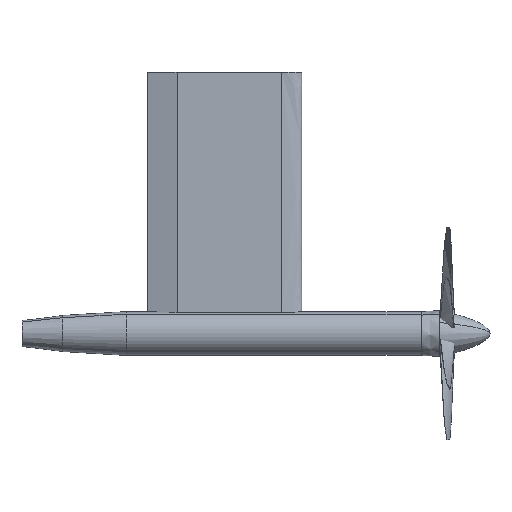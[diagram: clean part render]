
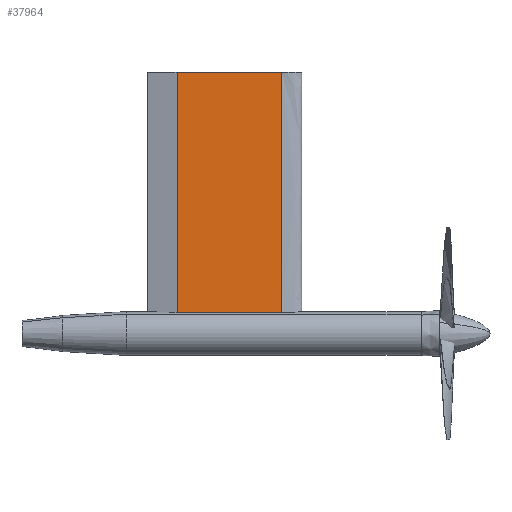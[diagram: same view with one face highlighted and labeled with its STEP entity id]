
A CAD part, front view. The second image highlights one B-rep face of the part: STEP entity #37964.
In plain terms, the highlighted planar face has unit normal (0, -1, 0).
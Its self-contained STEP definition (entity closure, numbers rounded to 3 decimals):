
#37857=CARTESIAN_POINT('Vertex',(-520.027,-14.,39.598)) ;
#37917=CARTESIAN_POINT('Vertex',(-320.178,-14.,39.598)) ;
#37920=CARTESIAN_POINT('Line Origine',(-423.239,-14.,39.598)) ;
#37934=CARTESIAN_POINT('Axis2P3D Location',(-320.178,-14.,640.)) ;
#37939=CARTESIAN_POINT('Line Origine',(-520.027,-14.,269.799)) ;
#37943=CARTESIAN_POINT('Vertex',(-520.027,-14.,500.)) ;
#37946=CARTESIAN_POINT('Line Origine',(-320.178,-14.,269.799)) ;
#37950=CARTESIAN_POINT('Vertex',(-320.178,-14.,500.)) ;
#37953=CARTESIAN_POINT('Line Origine',(-420.103,-14.,500.)) ;
#37921=DIRECTION('Vector Direction',(-1.,0.,0.)) ;
#37935=DIRECTION('Axis2P3D Direction',(0.,-1.,0.)) ;
#37936=DIRECTION('Axis2P3D XDirection',(-1.,0.,0.)) ;
#37940=DIRECTION('Vector Direction',(0.,0.,-1.)) ;
#37947=DIRECTION('Vector Direction',(0.,0.,-1.)) ;
#37954=DIRECTION('Vector Direction',(-1.,0.,0.)) ;
#37937=AXIS2_PLACEMENT_3D('Plane Axis2P3D',#37934,#37935,#37936) ;
#37959=ORIENTED_EDGE('',*,*,#37945,.T.) ;
#37960=ORIENTED_EDGE('',*,*,#37924,.F.) ;
#37961=ORIENTED_EDGE('',*,*,#37952,.F.) ;
#37962=ORIENTED_EDGE('',*,*,#37957,.T.) ;
#37922=VECTOR('Line Direction',#37921,1.) ;
#37941=VECTOR('Line Direction',#37940,1.) ;
#37948=VECTOR('Line Direction',#37947,1.) ;
#37955=VECTOR('Line Direction',#37954,1.) ;
#37964=ADVANCED_FACE('XPROP_pylon',(#37963),#37938,.T.) ;
#37924=EDGE_CURVE('',#37918,#37858,#37923,.T.) ;
#37945=EDGE_CURVE('',#37944,#37858,#37942,.T.) ;
#37952=EDGE_CURVE('',#37951,#37918,#37949,.T.) ;
#37957=EDGE_CURVE('',#37951,#37944,#37956,.T.) ;
#37958=EDGE_LOOP('',(#37959,#37960,#37961,#37962)) ;
#37963=FACE_OUTER_BOUND('',#37958,.T.) ;
#37923=LINE('Line',#37920,#37922) ;
#37942=LINE('Line',#37939,#37941) ;
#37949=LINE('Line',#37946,#37948) ;
#37956=LINE('Line',#37953,#37955) ;
#37938=PLANE('',#37937) ;
#37858=VERTEX_POINT('',#37857) ;
#37918=VERTEX_POINT('',#37917) ;
#37944=VERTEX_POINT('',#37943) ;
#37951=VERTEX_POINT('',#37950) ;
